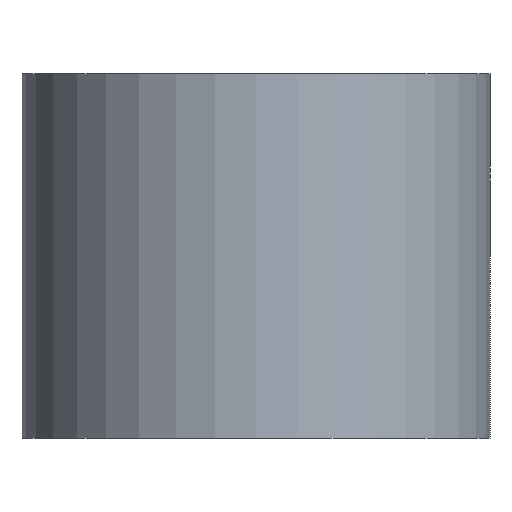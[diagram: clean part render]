
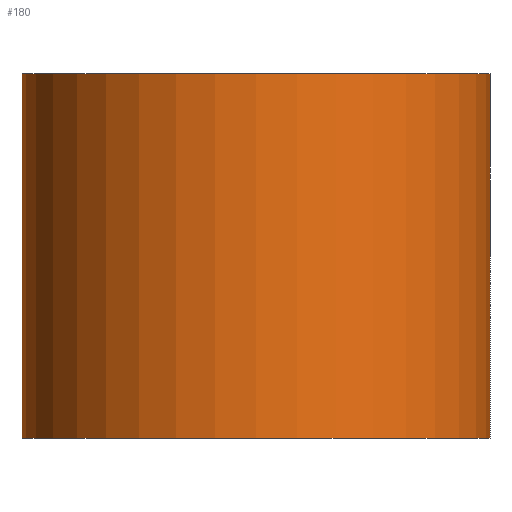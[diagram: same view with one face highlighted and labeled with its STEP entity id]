
A CAD part, front view. The second image highlights one B-rep face of the part: STEP entity #180.
In plain terms, the highlighted cylindrical face has radius 4.5 mm (diameter 9 mm), a full revolution.
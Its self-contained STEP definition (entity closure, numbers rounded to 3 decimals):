
#25=CYLINDRICAL_SURFACE('',#209,4.5);
#43=CIRCLE('',#206,4.5);
#44=CIRCLE('',#208,4.5);
#73=ORIENTED_EDGE('',*,*,#108,.T.);
#74=ORIENTED_EDGE('',*,*,#107,.F.);
#107=EDGE_CURVE('',#125,#125,#43,.T.);
#108=EDGE_CURVE('',#126,#126,#44,.T.);
#125=VERTEX_POINT('',#1084);
#126=VERTEX_POINT('',#1087);
#148=EDGE_LOOP('',(#73));
#149=EDGE_LOOP('',(#74));
#164=FACE_BOUND('',#148,.T.);
#165=FACE_BOUND('',#149,.T.);
#180=ADVANCED_FACE('',(#164,#165),#25,.T.);
#206=AXIS2_PLACEMENT_3D('',#1083,#230,#231);
#208=AXIS2_PLACEMENT_3D('',#1086,#234,#235);
#209=AXIS2_PLACEMENT_3D('',#1088,#236,#237);
#230=DIRECTION('',(-1.,0.,0.));
#231=DIRECTION('',(0.,0.,1.));
#234=DIRECTION('',(-1.,0.,0.));
#235=DIRECTION('',(0.,0.,1.));
#236=DIRECTION('',(1.,0.,0.));
#237=DIRECTION('',(0.,0.,1.));
#1083=CARTESIAN_POINT('',(0.,0.,0.));
#1084=CARTESIAN_POINT('',(0.,0.,4.5));
#1086=CARTESIAN_POINT('',(7.,0.,0.));
#1087=CARTESIAN_POINT('',(7.,0.,4.5));
#1088=CARTESIAN_POINT('',(0.,0.,0.));
